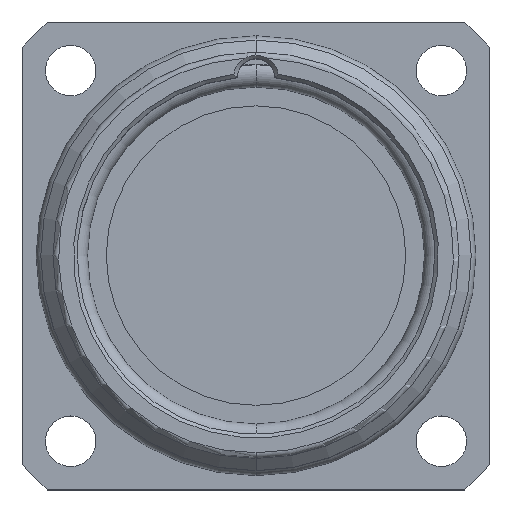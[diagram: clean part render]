
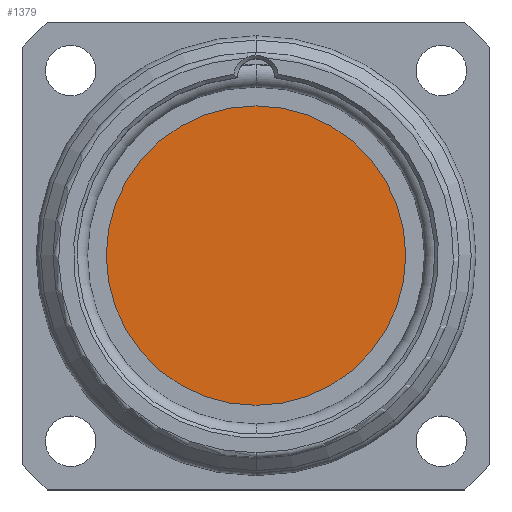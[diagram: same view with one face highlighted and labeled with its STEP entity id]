
A CAD part, top view. The second image highlights one B-rep face of the part: STEP entity #1379.
In plain terms, the highlighted planar face has unit normal (0, 0, 1).
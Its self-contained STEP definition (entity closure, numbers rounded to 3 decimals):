
#22=CARTESIAN_POINT('',(0.,0.,4.8));
#23=DIRECTION('',(0.,0.,1.));
#24=DIRECTION('',(0.,1.,0.));
#25=AXIS2_PLACEMENT_3D('',#22,#23,#24);
#27=CARTESIAN_POINT('',(0.,0.,4.8));
#28=DIRECTION('',(0.,0.,1.));
#29=DIRECTION('',(0.,-1.,0.));
#30=AXIS2_PLACEMENT_3D('',#27,#28,#29);
#1265=CARTESIAN_POINT('',(0.,8.,4.8));
#1266=CARTESIAN_POINT('',(0.,-8.,4.8));
#1267=VERTEX_POINT('',#1265);
#1268=VERTEX_POINT('',#1266);
#1369=CARTESIAN_POINT('',(0.,0.,4.8));
#1370=DIRECTION('',(0.,0.,1.));
#1371=DIRECTION('',(0.,-1.,0.));
#1372=AXIS2_PLACEMENT_3D('',#1369,#1370,#1371);
#1373=PLANE('',#1372);
#1374=ORIENTED_EDGE('',*,*,#1358,.F.);
#1376=ORIENTED_EDGE('',*,*,#1375,.F.);
#1377=EDGE_LOOP('',(#1374,#1376));
#1378=FACE_OUTER_BOUND('',#1377,.F.);
#26=CIRCLE('',#25,8.);
#31=CIRCLE('',#30,8.);
#1358=EDGE_CURVE('',#1267,#1268,#26,.T.);
#1375=EDGE_CURVE('',#1268,#1267,#31,.T.);
#1379=ADVANCED_FACE('',(#1378),#1373,.T.);
